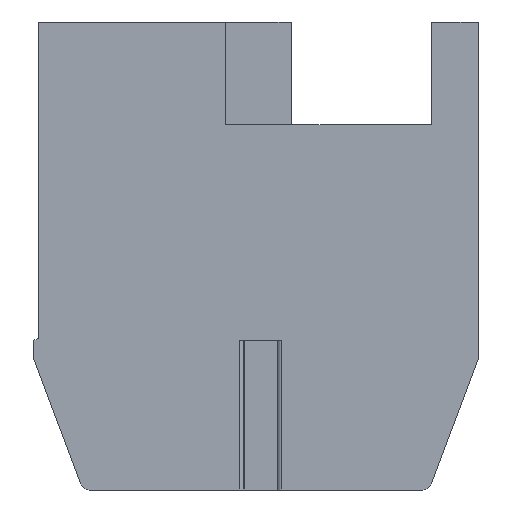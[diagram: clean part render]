
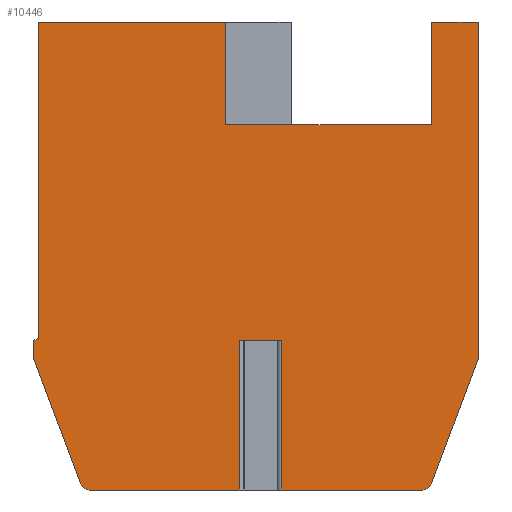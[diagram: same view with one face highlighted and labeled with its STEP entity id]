
A CAD part, front view. The second image highlights one B-rep face of the part: STEP entity #10446.
In plain terms, the highlighted planar face has unit normal (0, -1, 0).
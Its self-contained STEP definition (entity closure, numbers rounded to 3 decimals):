
#1=DIRECTION('',(1.,0.,0.));
#2=VECTOR('',#1,0.906);
#3=CARTESIAN_POINT('',(4.297,0.,-6.8));
#4=LINE('',#3,#2);
#5=DIRECTION('',(0.,0.,-1.));
#6=VECTOR('',#5,3.2);
#7=CARTESIAN_POINT('',(4.297,0.,-6.8));
#8=LINE('',#7,#6);
#9=DIRECTION('',(-1.,0.,0.));
#10=VECTOR('',#9,3.208);
#11=CARTESIAN_POINT('',(4.297,0.,-10.));
#12=LINE('',#11,#10);
#13=CARTESIAN_POINT('',(1.089,0.,-9.8));
#14=DIRECTION('',(0.,1.,0.));
#15=DIRECTION('',(0.,0.,-1.));
#16=AXIS2_PLACEMENT_3D('',#13,#14,#15);
#18=DIRECTION('',(-0.351,0.,0.936));
#19=VECTOR('',#18,2.816);
#20=CARTESIAN_POINT('',(0.901,0.,-9.87));
#21=LINE('',#20,#19);
#22=CARTESIAN_POINT('',(0.1,0.,-7.164));
#23=DIRECTION('',(0.,1.,0.));
#24=DIRECTION('',(-0.936,0.,-0.351));
#25=AXIS2_PLACEMENT_3D('',#22,#23,#24);
#27=DIRECTION('',(0.,0.,1.));
#28=VECTOR('',#27,0.364);
#29=CARTESIAN_POINT('',(-0.1,0.,-7.164));
#30=LINE('',#29,#28);
#31=DIRECTION('',(0.928,0.,0.371));
#32=VECTOR('',#31,0.108);
#33=CARTESIAN_POINT('',(-0.1,0.,-6.8));
#34=LINE('',#33,#32);
#35=DIRECTION('',(0.,0.,1.));
#36=VECTOR('',#35,6.76);
#37=CARTESIAN_POINT('',(0.,0.,-6.76));
#38=LINE('',#37,#36);
#39=DIRECTION('',(1.,0.,0.));
#40=VECTOR('',#39,4.);
#41=CARTESIAN_POINT('',(0.,0.,0.));
#42=LINE('',#41,#40);
#43=DIRECTION('',(0.,0.,-1.));
#44=VECTOR('',#43,2.2);
#45=CARTESIAN_POINT('',(4.,0.,0.));
#46=LINE('',#45,#44);
#47=DIRECTION('',(0.,0.,1.));
#48=VECTOR('',#47,2.2);
#49=CARTESIAN_POINT('',(8.4,0.,-2.2));
#50=LINE('',#49,#48);
#51=DIRECTION('',(1.,0.,0.));
#52=VECTOR('',#51,1.);
#53=CARTESIAN_POINT('',(8.4,0.,0.));
#54=LINE('',#53,#52);
#55=DIRECTION('',(0.,0.,-1.));
#56=VECTOR('',#55,7.164);
#57=CARTESIAN_POINT('',(9.4,0.,0.));
#58=LINE('',#57,#56);
#59=CARTESIAN_POINT('',(9.2,0.,-7.164));
#60=DIRECTION('',(0.,1.,0.));
#61=DIRECTION('',(1.,0.,0.));
#62=AXIS2_PLACEMENT_3D('',#59,#60,#61);
#64=DIRECTION('',(-0.351,0.,-0.936));
#65=VECTOR('',#64,2.816);
#66=CARTESIAN_POINT('',(9.387,0.,-7.234));
#67=LINE('',#66,#65);
#68=CARTESIAN_POINT('',(8.211,0.,-9.8));
#69=DIRECTION('',(0.,1.,0.));
#70=DIRECTION('',(0.936,0.,-0.351));
#71=AXIS2_PLACEMENT_3D('',#68,#69,#70);
#73=DIRECTION('',(-1.,0.,0.));
#74=VECTOR('',#73,3.008);
#75=CARTESIAN_POINT('',(8.211,0.,-10.));
#76=LINE('',#75,#74);
#77=DIRECTION('',(0.,0.,-1.));
#78=VECTOR('',#77,3.2);
#79=CARTESIAN_POINT('',(5.203,0.,-6.8));
#80=LINE('',#79,#78);
#2639=DIRECTION('',(-1.,0.,0.));
#2640=VECTOR('',#2639,4.4);
#2641=CARTESIAN_POINT('',(8.4,0.,-2.2));
#2642=LINE('',#2641,#2640);
#8185=CARTESIAN_POINT('',(-0.087,0.,-7.234));
#8186=CARTESIAN_POINT('',(-0.1,0.,-7.164));
#8187=VERTEX_POINT('',#8185);
#8188=VERTEX_POINT('',#8186);
#8189=CARTESIAN_POINT('',(-0.1,0.,-6.8));
#8190=VERTEX_POINT('',#8189);
#8191=CARTESIAN_POINT('',(0.,0.,-6.76));
#8192=VERTEX_POINT('',#8191);
#8193=CARTESIAN_POINT('',(0.,0.,0.));
#8194=VERTEX_POINT('',#8193);
#8195=CARTESIAN_POINT('',(8.4,0.,-2.2));
#8196=CARTESIAN_POINT('',(8.4,0.,0.));
#8197=VERTEX_POINT('',#8195);
#8198=VERTEX_POINT('',#8196);
#8199=CARTESIAN_POINT('',(9.4,0.,0.));
#8200=VERTEX_POINT('',#8199);
#8201=CARTESIAN_POINT('',(9.4,0.,-7.164));
#8202=VERTEX_POINT('',#8201);
#8203=CARTESIAN_POINT('',(9.387,0.,-7.234));
#8204=VERTEX_POINT('',#8203);
#8205=CARTESIAN_POINT('',(8.399,0.,-9.87));
#8206=VERTEX_POINT('',#8205);
#8207=CARTESIAN_POINT('',(8.211,0.,-10.));
#8208=VERTEX_POINT('',#8207);
#8209=CARTESIAN_POINT('',(1.089,0.,-10.));
#8210=CARTESIAN_POINT('',(0.901,0.,-9.87));
#8211=VERTEX_POINT('',#8209);
#8212=VERTEX_POINT('',#8210);
#8425=CARTESIAN_POINT('',(4.,0.,0.));
#8426=CARTESIAN_POINT('',(4.,0.,-2.2));
#8427=VERTEX_POINT('',#8425);
#8428=VERTEX_POINT('',#8426);
#8449=CARTESIAN_POINT('',(4.297,0.,-6.8));
#8450=CARTESIAN_POINT('',(5.203,0.,-6.8));
#8451=VERTEX_POINT('',#8449);
#8452=VERTEX_POINT('',#8450);
#8453=CARTESIAN_POINT('',(4.297,0.,-10.));
#8454=VERTEX_POINT('',#8453);
#8455=CARTESIAN_POINT('',(5.203,0.,-10.));
#8456=VERTEX_POINT('',#8455);
#10399=CARTESIAN_POINT('',(0.,0.,0.));
#10400=DIRECTION('',(0.,1.,0.));
#10401=DIRECTION('',(1.,0.,0.));
#10402=AXIS2_PLACEMENT_3D('',#10399,#10400,#10401);
#10403=PLANE('',#10402);
#10405=ORIENTED_EDGE('',*,*,#10404,.F.);
#10407=ORIENTED_EDGE('',*,*,#10406,.T.);
#10409=ORIENTED_EDGE('',*,*,#10408,.T.);
#10411=ORIENTED_EDGE('',*,*,#10410,.T.);
#10413=ORIENTED_EDGE('',*,*,#10412,.T.);
#10415=ORIENTED_EDGE('',*,*,#10414,.T.);
#10417=ORIENTED_EDGE('',*,*,#10416,.T.);
#10419=ORIENTED_EDGE('',*,*,#10418,.T.);
#10421=ORIENTED_EDGE('',*,*,#10420,.T.);
#10423=ORIENTED_EDGE('',*,*,#10422,.T.);
#10425=ORIENTED_EDGE('',*,*,#10424,.T.);
#10427=ORIENTED_EDGE('',*,*,#10426,.F.);
#10429=ORIENTED_EDGE('',*,*,#10428,.T.);
#10431=ORIENTED_EDGE('',*,*,#10430,.T.);
#10433=ORIENTED_EDGE('',*,*,#10432,.T.);
#10435=ORIENTED_EDGE('',*,*,#10434,.T.);
#10437=ORIENTED_EDGE('',*,*,#10436,.T.);
#10439=ORIENTED_EDGE('',*,*,#10438,.T.);
#10441=ORIENTED_EDGE('',*,*,#10440,.T.);
#10443=ORIENTED_EDGE('',*,*,#10442,.F.);
#10444=EDGE_LOOP('',(#10405,#10407,#10409,#10411,#10413,#10415,#10417,#10419,
#10421,#10423,#10425,#10427,#10429,#10431,#10433,#10435,#10437,#10439,#10441,
#10443));
#10445=FACE_OUTER_BOUND('',#10444,.F.);
#10446=ADVANCED_FACE('',(#10445),#10403,.F.);
#17=CIRCLE('',#16,0.2);
#26=CIRCLE('',#25,0.2);
#63=CIRCLE('',#62,0.2);
#72=CIRCLE('',#71,0.2);
#10404=EDGE_CURVE('',#8451,#8452,#4,.T.);
#10406=EDGE_CURVE('',#8451,#8454,#8,.T.);
#10408=EDGE_CURVE('',#8454,#8211,#12,.T.);
#10410=EDGE_CURVE('',#8211,#8212,#17,.T.);
#10412=EDGE_CURVE('',#8212,#8187,#21,.T.);
#10414=EDGE_CURVE('',#8187,#8188,#26,.T.);
#10416=EDGE_CURVE('',#8188,#8190,#30,.T.);
#10418=EDGE_CURVE('',#8190,#8192,#34,.T.);
#10420=EDGE_CURVE('',#8192,#8194,#38,.T.);
#10422=EDGE_CURVE('',#8194,#8427,#42,.T.);
#10424=EDGE_CURVE('',#8427,#8428,#46,.T.);
#10426=EDGE_CURVE('',#8197,#8428,#2642,.T.);
#10428=EDGE_CURVE('',#8197,#8198,#50,.T.);
#10430=EDGE_CURVE('',#8198,#8200,#54,.T.);
#10432=EDGE_CURVE('',#8200,#8202,#58,.T.);
#10434=EDGE_CURVE('',#8202,#8204,#63,.T.);
#10436=EDGE_CURVE('',#8204,#8206,#67,.T.);
#10438=EDGE_CURVE('',#8206,#8208,#72,.T.);
#10440=EDGE_CURVE('',#8208,#8456,#76,.T.);
#10442=EDGE_CURVE('',#8452,#8456,#80,.T.);
